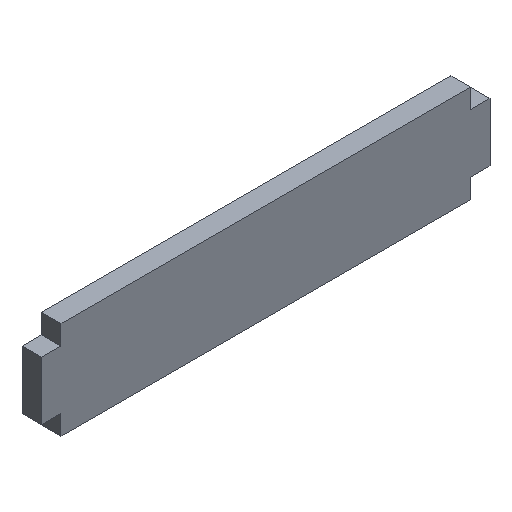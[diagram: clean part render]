
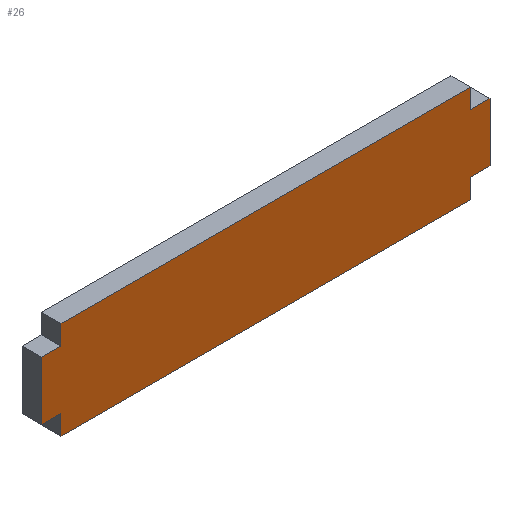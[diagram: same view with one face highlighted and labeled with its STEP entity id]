
A CAD part, isometric view. The second image highlights one B-rep face of the part: STEP entity #26.
In plain terms, the highlighted planar face has unit normal (0, -1, 0).
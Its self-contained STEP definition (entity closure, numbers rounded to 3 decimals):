
#3 = VERTEX_POINT ( 'NONE', #409 ) ;
#4 = EDGE_CURVE ( 'NONE', #20, #364, #14, .T. ) ;
#8 = ORIENTED_EDGE ( 'NONE', *, *, #152, .F. ) ;
#11 = VECTOR ( 'NONE', #71, 1000. ) ;
#12 = CARTESIAN_POINT ( 'NONE',  ( 28.39, 0., -0.61 ) ) ;
#14 = LINE ( 'NONE', #126, #392 ) ;
#19 = LINE ( 'NONE', #274, #404 ) ;
#20 = VERTEX_POINT ( 'NONE', #12 ) ;
#25 = CARTESIAN_POINT ( 'NONE',  ( 28.39, 0., -2.61 ) ) ;
#26 = ADVANCED_FACE ( 'NONE', ( #369 ), #189, .T. ) ;
#34 = LINE ( 'NONE', #62, #308 ) ;
#44 = DIRECTION ( 'NONE',  ( 0., 0., -1. ) ) ;
#45 = LINE ( 'NONE', #59, #76 ) ;
#47 = VECTOR ( 'NONE', #354, 1000. ) ;
#53 = CARTESIAN_POINT ( 'NONE',  ( -13.61, 0., 7.39 ) ) ;
#54 = EDGE_CURVE ( 'NONE', #400, #20, #340, .T. ) ;
#56 = CARTESIAN_POINT ( 'NONE',  ( 30.39, 0., 5.39 ) ) ;
#58 = DIRECTION ( 'NONE',  ( -1., 0., 0. ) ) ;
#59 = CARTESIAN_POINT ( 'NONE',  ( -15.61, 0., 5.39 ) ) ;
#62 = CARTESIAN_POINT ( 'NONE',  ( -13.61, 0., 5.39 ) ) ;
#69 = CARTESIAN_POINT ( 'NONE',  ( -13.61, 0., -2.61 ) ) ;
#71 = DIRECTION ( 'NONE',  ( 0., 0., -1. ) ) ;
#72 = AXIS2_PLACEMENT_3D ( 'NONE', #257, #331, #44 ) ;
#76 = VECTOR ( 'NONE', #372, 1000. ) ;
#81 = EDGE_LOOP ( 'NONE', ( #355, #371, #92, #8, #261, #389, #138, #416, #116, #265, #293, #156 ) ) ;
#84 = LINE ( 'NONE', #160, #401 ) ;
#85 = DIRECTION ( 'NONE',  ( -1., 0., 0. ) ) ;
#92 = ORIENTED_EDGE ( 'NONE', *, *, #177, .F. ) ;
#97 = CARTESIAN_POINT ( 'NONE',  ( -13.61, 0., -2.61 ) ) ;
#106 = CARTESIAN_POINT ( 'NONE',  ( -15.61, 0., 5.39 ) ) ;
#107 = EDGE_CURVE ( 'NONE', #159, #313, #84, .T. ) ;
#116 = ORIENTED_EDGE ( 'NONE', *, *, #443, .F. ) ;
#121 = VECTOR ( 'NONE', #383, 1000. ) ;
#126 = CARTESIAN_POINT ( 'NONE',  ( 28.39, 0., -2.61 ) ) ;
#131 = LINE ( 'NONE', #134, #121 ) ;
#134 = CARTESIAN_POINT ( 'NONE',  ( 28.39, 0., 7.39 ) ) ;
#138 = ORIENTED_EDGE ( 'NONE', *, *, #181, .F. ) ;
#139 = DIRECTION ( 'NONE',  ( 0., 0., -1. ) ) ;
#148 = VERTEX_POINT ( 'NONE', #391 ) ;
#149 = VECTOR ( 'NONE', #247, 1000. ) ;
#152 = EDGE_CURVE ( 'NONE', #364, #426, #352, .T. ) ;
#153 = VERTEX_POINT ( 'NONE', #106 ) ;
#156 = ORIENTED_EDGE ( 'NONE', *, *, #438, .F. ) ;
#159 = VERTEX_POINT ( 'NONE', #162 ) ;
#160 = CARTESIAN_POINT ( 'NONE',  ( -13.61, 0., 7.39 ) ) ;
#162 = CARTESIAN_POINT ( 'NONE',  ( -13.61, 0., 5.39 ) ) ;
#177 = EDGE_CURVE ( 'NONE', #426, #232, #301, .T. ) ;
#181 = EDGE_CURVE ( 'NONE', #240, #400, #241, .T. ) ;
#189 = PLANE ( 'NONE',  #72 ) ;
#214 = CARTESIAN_POINT ( 'NONE',  ( -13.61, 0., -0.61 ) ) ;
#216 = VECTOR ( 'NONE', #303, 1000. ) ;
#228 = CARTESIAN_POINT ( 'NONE',  ( 28.39, 0., -0.61 ) ) ;
#232 = VERTEX_POINT ( 'NONE', #214 ) ;
#240 = VERTEX_POINT ( 'NONE', #357 ) ;
#241 = LINE ( 'NONE', #393, #11 ) ;
#246 = EDGE_CURVE ( 'NONE', #309, #240, #312, .T. ) ;
#247 = DIRECTION ( 'NONE',  ( 0., 0., 1. ) ) ;
#257 = CARTESIAN_POINT ( 'NONE',  ( 0., 0., 0. ) ) ;
#261 = ORIENTED_EDGE ( 'NONE', *, *, #4, .F. ) ;
#265 = ORIENTED_EDGE ( 'NONE', *, *, #445, .F. ) ;
#268 = CARTESIAN_POINT ( 'NONE',  ( 30.39, 0., -0.61 ) ) ;
#274 = CARTESIAN_POINT ( 'NONE',  ( 28.39, 0., 5.39 ) ) ;
#278 = DIRECTION ( 'NONE',  ( 0., 0., 1. ) ) ;
#281 = CARTESIAN_POINT ( 'NONE',  ( -13.61, 0., -0.61 ) ) ;
#291 = VECTOR ( 'NONE', #58, 1000. ) ;
#293 = ORIENTED_EDGE ( 'NONE', *, *, #107, .F. ) ;
#301 = LINE ( 'NONE', #281, #149 ) ;
#302 = EDGE_CURVE ( 'NONE', #3, #153, #45, .T. ) ;
#303 = DIRECTION ( 'NONE',  ( 1., 0., 0. ) ) ;
#308 = VECTOR ( 'NONE', #422, 1000. ) ;
#309 = VERTEX_POINT ( 'NONE', #442 ) ;
#312 = LINE ( 'NONE', #56, #216 ) ;
#313 = VERTEX_POINT ( 'NONE', #53 ) ;
#331 = DIRECTION ( 'NONE',  ( 0., -1., 0. ) ) ;
#334 = DIRECTION ( 'NONE',  ( 0., 0., -1. ) ) ;
#340 = LINE ( 'NONE', #228, #441 ) ;
#352 = LINE ( 'NONE', #69, #291 ) ;
#353 = LINE ( 'NONE', #421, #47 ) ;
#354 = DIRECTION ( 'NONE',  ( -1., 0., 0. ) ) ;
#355 = ORIENTED_EDGE ( 'NONE', *, *, #302, .F. ) ;
#357 = CARTESIAN_POINT ( 'NONE',  ( 30.39, 0., 5.39 ) ) ;
#364 = VERTEX_POINT ( 'NONE', #25 ) ;
#369 = FACE_OUTER_BOUND ( 'NONE', #81, .T. ) ;
#371 = ORIENTED_EDGE ( 'NONE', *, *, #435, .F. ) ;
#372 = DIRECTION ( 'NONE',  ( 0., 0., 1. ) ) ;
#383 = DIRECTION ( 'NONE',  ( 1., 0., 0. ) ) ;
#389 = ORIENTED_EDGE ( 'NONE', *, *, #54, .F. ) ;
#391 = CARTESIAN_POINT ( 'NONE',  ( 28.39, 0., 7.39 ) ) ;
#392 = VECTOR ( 'NONE', #334, 1000. ) ;
#393 = CARTESIAN_POINT ( 'NONE',  ( 30.39, 0., -0.61 ) ) ;
#400 = VERTEX_POINT ( 'NONE', #268 ) ;
#401 = VECTOR ( 'NONE', #278, 1000. ) ;
#404 = VECTOR ( 'NONE', #139, 1000. ) ;
#409 = CARTESIAN_POINT ( 'NONE',  ( -15.61, 0., -0.61 ) ) ;
#416 = ORIENTED_EDGE ( 'NONE', *, *, #246, .F. ) ;
#421 = CARTESIAN_POINT ( 'NONE',  ( -15.61, 0., -0.61 ) ) ;
#422 = DIRECTION ( 'NONE',  ( 1., 0., 0. ) ) ;
#426 = VERTEX_POINT ( 'NONE', #97 ) ;
#435 = EDGE_CURVE ( 'NONE', #232, #3, #353, .T. ) ;
#438 = EDGE_CURVE ( 'NONE', #153, #159, #34, .T. ) ;
#441 = VECTOR ( 'NONE', #85, 1000. ) ;
#442 = CARTESIAN_POINT ( 'NONE',  ( 28.39, 0., 5.39 ) ) ;
#443 = EDGE_CURVE ( 'NONE', #148, #309, #19, .T. ) ;
#445 = EDGE_CURVE ( 'NONE', #313, #148, #131, .T. ) ;
